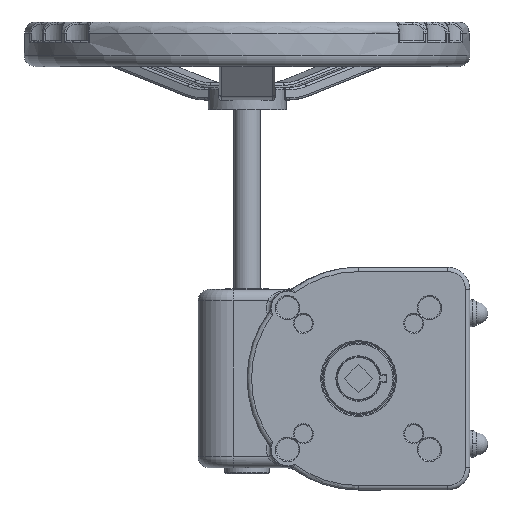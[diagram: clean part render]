
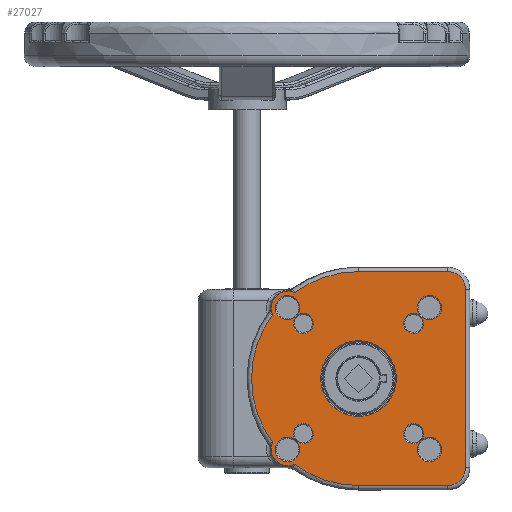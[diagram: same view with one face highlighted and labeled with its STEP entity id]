
A CAD part, front view. The second image highlights one B-rep face of the part: STEP entity #27027.
In plain terms, the highlighted face is planar.
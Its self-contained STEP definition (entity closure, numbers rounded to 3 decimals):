
#441=FACE_BOUND('',#5234,.T.);
#442=FACE_BOUND('',#5235,.T.);
#443=FACE_BOUND('',#5236,.T.);
#444=FACE_BOUND('',#5237,.T.);
#445=FACE_BOUND('',#5238,.T.);
#2009=PLANE('',#29777);
#3561=FACE_OUTER_BOUND('',#5233,.T.);
#5233=EDGE_LOOP('',(#22909,#22910,#22911,#22912,#22913,#22914,#22915,#22916,
#22917,#22918));
#5234=EDGE_LOOP('',(#22919,#22920,#22921,#22922));
#5235=EDGE_LOOP('',(#22923,#22924,#22925,#22926));
#5236=EDGE_LOOP('',(#22927,#22928,#22929,#22930));
#5237=EDGE_LOOP('',(#22931,#22932,#22933,#22934));
#5238=EDGE_LOOP('',(#22935));
#6757=LINE('',#58482,#8269);
#6758=LINE('',#58486,#8270);
#6759=LINE('',#58490,#8271);
#8269=VECTOR('',#36406,10.);
#8270=VECTOR('',#36409,10.);
#8271=VECTOR('',#36412,10.);
#8796=CIRCLE('',#28139,48.);
#8806=CIRCLE('',#28155,7.3);
#8809=CIRCLE('',#28159,7.3);
#9736=CIRCLE('',#29774,17.);
#9739=CIRCLE('',#29778,48.);
#9740=CIRCLE('',#29779,8.);
#9741=CIRCLE('',#29780,8.);
#9742=CIRCLE('',#29781,48.);
#9743=CIRCLE('',#29782,5.5);
#9744=CIRCLE('',#29783,4.5);
#9745=CIRCLE('',#29784,4.5);
#9746=CIRCLE('',#29785,5.5);
#9747=CIRCLE('',#29786,4.5);
#9748=CIRCLE('',#29787,5.5);
#9749=CIRCLE('',#29788,5.5);
#9750=CIRCLE('',#29789,4.5);
#9751=CIRCLE('',#29790,5.5);
#9752=CIRCLE('',#29791,4.5);
#9753=CIRCLE('',#29792,4.5);
#9754=CIRCLE('',#29793,5.5);
#9755=CIRCLE('',#29794,4.5);
#9756=CIRCLE('',#29795,5.5);
#9757=CIRCLE('',#29796,5.5);
#9758=CIRCLE('',#29797,4.5);
#10757=VERTEX_POINT('',#45153);
#10774=VERTEX_POINT('',#45284);
#10776=VERTEX_POINT('',#45307);
#10785=VERTEX_POINT('',#45481);
#11951=VERTEX_POINT('',#58471);
#11954=VERTEX_POINT('',#58479);
#11955=VERTEX_POINT('',#58481);
#11956=VERTEX_POINT('',#58483);
#11957=VERTEX_POINT('',#58485);
#11958=VERTEX_POINT('',#58487);
#11959=VERTEX_POINT('',#58489);
#11960=VERTEX_POINT('',#58492);
#11961=VERTEX_POINT('',#58493);
#11962=VERTEX_POINT('',#58495);
#11963=VERTEX_POINT('',#58499);
#11964=VERTEX_POINT('',#58500);
#11965=VERTEX_POINT('',#58502);
#11966=VERTEX_POINT('',#58506);
#11967=VERTEX_POINT('',#58507);
#11968=VERTEX_POINT('',#58509);
#11969=VERTEX_POINT('',#58513);
#11970=VERTEX_POINT('',#58514);
#11971=VERTEX_POINT('',#58516);
#13545=EDGE_CURVE('',#10776,#10774,#8796,.T.);
#13575=EDGE_CURVE('',#10785,#10776,#8806,.T.);
#13578=EDGE_CURVE('',#10774,#10757,#8809,.T.);
#15636=EDGE_CURVE('',#11951,#11951,#9736,.T.);
#15640=EDGE_CURVE('',#11954,#10785,#9739,.T.);
#15641=EDGE_CURVE('',#11955,#11954,#6757,.T.);
#15642=EDGE_CURVE('',#11956,#11955,#9740,.T.);
#15643=EDGE_CURVE('',#11957,#11956,#6758,.T.);
#15644=EDGE_CURVE('',#11958,#11957,#9741,.T.);
#15645=EDGE_CURVE('',#11959,#11958,#6759,.T.);
#15646=EDGE_CURVE('',#10757,#11959,#9742,.T.);
#15647=EDGE_CURVE('',#11960,#11961,#9743,.T.);
#15648=EDGE_CURVE('',#11962,#11960,#9744,.T.);
#15649=EDGE_CURVE('',#11960,#11962,#9745,.T.);
#15650=EDGE_CURVE('',#11961,#11960,#9746,.T.);
#15651=EDGE_CURVE('',#11963,#11964,#9747,.T.);
#15652=EDGE_CURVE('',#11965,#11963,#9748,.T.);
#15653=EDGE_CURVE('',#11963,#11965,#9749,.T.);
#15654=EDGE_CURVE('',#11964,#11963,#9750,.T.);
#15655=EDGE_CURVE('',#11966,#11967,#9751,.T.);
#15656=EDGE_CURVE('',#11968,#11966,#9752,.T.);
#15657=EDGE_CURVE('',#11966,#11968,#9753,.T.);
#15658=EDGE_CURVE('',#11967,#11966,#9754,.T.);
#15659=EDGE_CURVE('',#11969,#11970,#9755,.T.);
#15660=EDGE_CURVE('',#11971,#11969,#9756,.T.);
#15661=EDGE_CURVE('',#11969,#11971,#9757,.T.);
#15662=EDGE_CURVE('',#11970,#11969,#9758,.T.);
#22909=ORIENTED_EDGE('',*,*,#13545,.F.);
#22910=ORIENTED_EDGE('',*,*,#13575,.F.);
#22911=ORIENTED_EDGE('',*,*,#15640,.F.);
#22912=ORIENTED_EDGE('',*,*,#15641,.F.);
#22913=ORIENTED_EDGE('',*,*,#15642,.F.);
#22914=ORIENTED_EDGE('',*,*,#15643,.F.);
#22915=ORIENTED_EDGE('',*,*,#15644,.F.);
#22916=ORIENTED_EDGE('',*,*,#15645,.F.);
#22917=ORIENTED_EDGE('',*,*,#15646,.F.);
#22918=ORIENTED_EDGE('',*,*,#13578,.F.);
#22919=ORIENTED_EDGE('',*,*,#15647,.F.);
#22920=ORIENTED_EDGE('',*,*,#15648,.F.);
#22921=ORIENTED_EDGE('',*,*,#15649,.F.);
#22922=ORIENTED_EDGE('',*,*,#15650,.F.);
#22923=ORIENTED_EDGE('',*,*,#15651,.F.);
#22924=ORIENTED_EDGE('',*,*,#15652,.F.);
#22925=ORIENTED_EDGE('',*,*,#15653,.F.);
#22926=ORIENTED_EDGE('',*,*,#15654,.F.);
#22927=ORIENTED_EDGE('',*,*,#15655,.F.);
#22928=ORIENTED_EDGE('',*,*,#15656,.F.);
#22929=ORIENTED_EDGE('',*,*,#15657,.F.);
#22930=ORIENTED_EDGE('',*,*,#15658,.F.);
#22931=ORIENTED_EDGE('',*,*,#15659,.F.);
#22932=ORIENTED_EDGE('',*,*,#15660,.F.);
#22933=ORIENTED_EDGE('',*,*,#15661,.F.);
#22934=ORIENTED_EDGE('',*,*,#15662,.F.);
#22935=ORIENTED_EDGE('',*,*,#15636,.F.);
#27027=ADVANCED_FACE('',(#3561,#441,#442,#443,#444,#445),#2009,.T.);
#28139=AXIS2_PLACEMENT_3D('',#45316,#32385,#32386);
#28155=AXIS2_PLACEMENT_3D('',#45607,#32423,#32424);
#28159=AXIS2_PLACEMENT_3D('',#45611,#32431,#32432);
#29774=AXIS2_PLACEMENT_3D('',#58472,#36395,#36396);
#29777=AXIS2_PLACEMENT_3D('',#58478,#36402,#36403);
#29778=AXIS2_PLACEMENT_3D('',#58480,#36404,#36405);
#29779=AXIS2_PLACEMENT_3D('',#58484,#36407,#36408);
#29780=AXIS2_PLACEMENT_3D('',#58488,#36410,#36411);
#29781=AXIS2_PLACEMENT_3D('',#58491,#36413,#36414);
#29782=AXIS2_PLACEMENT_3D('',#58494,#36415,#36416);
#29783=AXIS2_PLACEMENT_3D('',#58496,#36417,#36418);
#29784=AXIS2_PLACEMENT_3D('',#58497,#36419,#36420);
#29785=AXIS2_PLACEMENT_3D('',#58498,#36421,#36422);
#29786=AXIS2_PLACEMENT_3D('',#58501,#36423,#36424);
#29787=AXIS2_PLACEMENT_3D('',#58503,#36425,#36426);
#29788=AXIS2_PLACEMENT_3D('',#58504,#36427,#36428);
#29789=AXIS2_PLACEMENT_3D('',#58505,#36429,#36430);
#29790=AXIS2_PLACEMENT_3D('',#58508,#36431,#36432);
#29791=AXIS2_PLACEMENT_3D('',#58510,#36433,#36434);
#29792=AXIS2_PLACEMENT_3D('',#58511,#36435,#36436);
#29793=AXIS2_PLACEMENT_3D('',#58512,#36437,#36438);
#29794=AXIS2_PLACEMENT_3D('',#58515,#36439,#36440);
#29795=AXIS2_PLACEMENT_3D('',#58517,#36441,#36442);
#29796=AXIS2_PLACEMENT_3D('',#58518,#36443,#36444);
#29797=AXIS2_PLACEMENT_3D('',#58519,#36445,#36446);
#32385=DIRECTION('center_axis',(0.,-1.,0.));
#32386=DIRECTION('ref_axis',(0.,0.,-1.));
#32423=DIRECTION('center_axis',(0.,-1.,0.));
#32424=DIRECTION('ref_axis',(-0.707,0.,-0.707));
#32431=DIRECTION('center_axis',(0.,-1.,0.));
#32432=DIRECTION('ref_axis',(0.707,0.,-0.707));
#36395=DIRECTION('center_axis',(0.,1.,0.));
#36396=DIRECTION('ref_axis',(-1.,0.,0.));
#36402=DIRECTION('center_axis',(0.,1.,0.));
#36403=DIRECTION('ref_axis',(0.,0.,1.));
#36404=DIRECTION('center_axis',(0.,-1.,0.));
#36405=DIRECTION('ref_axis',(0.,0.,-1.));
#36406=DIRECTION('',(0.,0.,-1.));
#36407=DIRECTION('center_axis',(0.,-1.,0.));
#36408=DIRECTION('ref_axis',(-0.707,0.,0.707));
#36409=DIRECTION('',(-1.,0.,0.));
#36410=DIRECTION('center_axis',(0.,-1.,0.));
#36411=DIRECTION('ref_axis',(0.707,0.,0.707));
#36412=DIRECTION('',(0.,0.,1.));
#36413=DIRECTION('center_axis',(0.,-1.,0.));
#36414=DIRECTION('ref_axis',(0.,0.,-1.));
#36415=DIRECTION('center_axis',(0.,1.,0.));
#36416=DIRECTION('ref_axis',(-1.,0.,0.));
#36417=DIRECTION('center_axis',(0.,1.,0.));
#36418=DIRECTION('ref_axis',(-1.,0.,0.));
#36419=DIRECTION('center_axis',(0.,1.,0.));
#36420=DIRECTION('ref_axis',(-1.,0.,0.));
#36421=DIRECTION('center_axis',(0.,1.,0.));
#36422=DIRECTION('ref_axis',(-1.,0.,0.));
#36423=DIRECTION('center_axis',(0.,1.,0.));
#36424=DIRECTION('ref_axis',(-1.,0.,0.));
#36425=DIRECTION('center_axis',(0.,1.,0.));
#36426=DIRECTION('ref_axis',(-1.,0.,0.));
#36427=DIRECTION('center_axis',(0.,1.,0.));
#36428=DIRECTION('ref_axis',(-1.,0.,0.));
#36429=DIRECTION('center_axis',(0.,1.,0.));
#36430=DIRECTION('ref_axis',(-1.,0.,0.));
#36431=DIRECTION('center_axis',(0.,1.,0.));
#36432=DIRECTION('ref_axis',(-1.,0.,0.));
#36433=DIRECTION('center_axis',(0.,1.,0.));
#36434=DIRECTION('ref_axis',(-1.,0.,0.));
#36435=DIRECTION('center_axis',(0.,1.,0.));
#36436=DIRECTION('ref_axis',(-1.,0.,0.));
#36437=DIRECTION('center_axis',(0.,1.,0.));
#36438=DIRECTION('ref_axis',(-1.,0.,0.));
#36439=DIRECTION('center_axis',(0.,1.,0.));
#36440=DIRECTION('ref_axis',(-1.,0.,0.));
#36441=DIRECTION('center_axis',(0.,1.,0.));
#36442=DIRECTION('ref_axis',(-1.,0.,0.));
#36443=DIRECTION('center_axis',(0.,1.,0.));
#36444=DIRECTION('ref_axis',(-1.,0.,0.));
#36445=DIRECTION('center_axis',(0.,1.,0.));
#36446=DIRECTION('ref_axis',(-1.,0.,0.));
#45153=CARTESIAN_POINT('',(38.441,3.,-28.745));
#45284=CARTESIAN_POINT('',(28.745,3.,-38.441));
#45307=CARTESIAN_POINT('',(-28.745,3.,-38.441));
#45316=CARTESIAN_POINT('Origin',(0.,3.,0.));
#45481=CARTESIAN_POINT('',(-38.441,3.,-28.745));
#45607=CARTESIAN_POINT('Origin',(-31.82,3.,-31.82));
#45611=CARTESIAN_POINT('Origin',(31.82,3.,-31.82));
#58471=CARTESIAN_POINT('',(17.,3.,0.));
#58472=CARTESIAN_POINT('Origin',(0.,3.,0.));
#58478=CARTESIAN_POINT('Origin',(0.,3.,0.));
#58479=CARTESIAN_POINT('',(-48.,3.,0.));
#58480=CARTESIAN_POINT('Origin',(0.,3.,0.));
#58481=CARTESIAN_POINT('',(-48.,3.,40.));
#58482=CARTESIAN_POINT('',(-48.,3.,0.));
#58483=CARTESIAN_POINT('',(-40.,3.,48.));
#58484=CARTESIAN_POINT('Origin',(-40.,3.,40.));
#58485=CARTESIAN_POINT('',(40.,3.,48.));
#58486=CARTESIAN_POINT('',(-25.,3.,48.));
#58487=CARTESIAN_POINT('',(48.,3.,40.));
#58488=CARTESIAN_POINT('Origin',(40.,3.,40.));
#58489=CARTESIAN_POINT('',(48.,3.,0.));
#58490=CARTESIAN_POINT('',(48.,3.,25.));
#58491=CARTESIAN_POINT('Origin',(0.,3.,0.));
#58492=CARTESIAN_POINT('',(-27.931,3.,27.931));
#58493=CARTESIAN_POINT('',(-26.32,3.,31.82));
#58494=CARTESIAN_POINT('Origin',(-31.82,3.,31.82));
#58495=CARTESIAN_POINT('',(-20.249,3.,24.749));
#58496=CARTESIAN_POINT('Origin',(-24.749,3.,24.749));
#58497=CARTESIAN_POINT('Origin',(-24.749,3.,24.749));
#58498=CARTESIAN_POINT('Origin',(-31.82,3.,31.82));
#58499=CARTESIAN_POINT('',(-27.931,3.,-27.931));
#58500=CARTESIAN_POINT('',(-20.249,3.,-24.749));
#58501=CARTESIAN_POINT('Origin',(-24.749,3.,-24.749));
#58502=CARTESIAN_POINT('',(-26.32,3.,-31.82));
#58503=CARTESIAN_POINT('Origin',(-31.82,3.,-31.82));
#58504=CARTESIAN_POINT('Origin',(-31.82,3.,-31.82));
#58505=CARTESIAN_POINT('Origin',(-24.749,3.,-24.749));
#58506=CARTESIAN_POINT('',(27.931,3.,-27.931));
#58507=CARTESIAN_POINT('',(37.32,3.,-31.82));
#58508=CARTESIAN_POINT('Origin',(31.82,3.,-31.82));
#58509=CARTESIAN_POINT('',(29.249,3.,-24.749));
#58510=CARTESIAN_POINT('Origin',(24.749,3.,-24.749));
#58511=CARTESIAN_POINT('Origin',(24.749,3.,-24.749));
#58512=CARTESIAN_POINT('Origin',(31.82,3.,-31.82));
#58513=CARTESIAN_POINT('',(27.931,3.,27.931));
#58514=CARTESIAN_POINT('',(29.249,3.,24.749));
#58515=CARTESIAN_POINT('Origin',(24.749,3.,24.749));
#58516=CARTESIAN_POINT('',(37.32,3.,31.82));
#58517=CARTESIAN_POINT('Origin',(31.82,3.,31.82));
#58518=CARTESIAN_POINT('Origin',(31.82,3.,31.82));
#58519=CARTESIAN_POINT('Origin',(24.749,3.,24.749));
